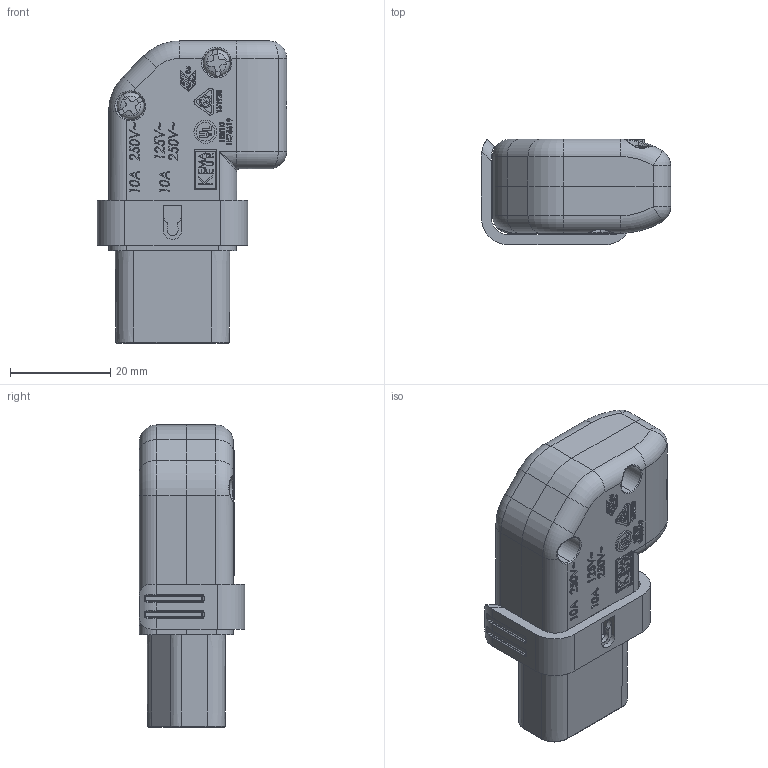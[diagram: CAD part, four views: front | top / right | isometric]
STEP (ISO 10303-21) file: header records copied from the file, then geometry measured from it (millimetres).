
FILE_DESCRIPTION (( 'STEP AP214' ), '1' );
FILE_NAME ('ACPWRC-C13LR_3D.step', '2024-08-15T14:48:25', ( '' ), ( '' ), 'SwSTEP 2.0', 'SolidWorks 2022', '' );
FILE_SCHEMA (( 'AUTOMOTIVE_DESIGN' ));
Length unit declared in the file: inch
Products named in the file (1): ACPWRC-C13LR_3D
Bounding box: 37.85 x 21.1 x 60.4 mm (x, y, z)
Volume: 17531.5 mm3; surface area: 15036.5 mm2
Topology: 8 solids, 10 shells, 1616 faces, 4332 edges, 2830 vertices
Faces by surface type: plane 906, bspline 390, cylinder 230, torus 64, cone 14, sphere 12
Entity records: 66538 total; most frequent: CARTESIAN_POINT 28608, ORIENTED_EDGE 8644, DIRECTION 6434, EDGE_CURVE 4322, VERTEX_POINT 2830, LINE 2816, VECTOR 2816, AXIS2_PLACEMENT_3D 1809
